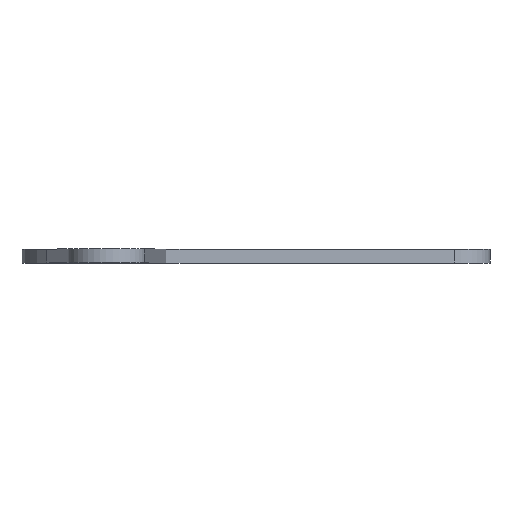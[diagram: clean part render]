
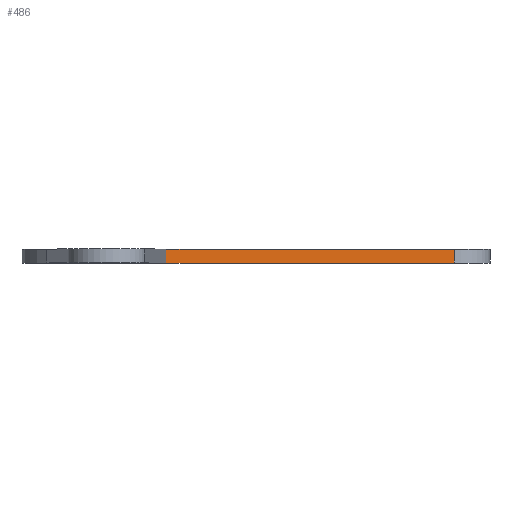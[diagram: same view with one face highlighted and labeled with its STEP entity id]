
A CAD part, top view. The second image highlights one B-rep face of the part: STEP entity #486.
In plain terms, the highlighted planar face has unit normal (0.074, 0, 0.997).
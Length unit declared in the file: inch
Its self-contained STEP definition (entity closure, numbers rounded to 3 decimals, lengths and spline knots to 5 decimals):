
#81 = LINE ( 'NONE', #1616, #811 ) ;
#211 = CARTESIAN_POINT ( 'NONE',  ( 0.38891, 0.09, 0.38891 ) ) ;
#243 = AXIS2_PLACEMENT_3D ( 'NONE', #1523, #894, #1566 ) ;
#380 = DIRECTION ( 'NONE',  ( 0.997, 0., -0.074 ) ) ;
#437 = VERTEX_POINT ( 'NONE', #1122 ) ;
#464 = EDGE_LOOP ( 'NONE', ( #1584, #1406, #780, #647 ) ) ;
#486 = ADVANCED_FACE ( 'NONE', ( #1061 ), #878, .F. ) ;
#576 = VECTOR ( 'NONE', #1608, 39.37008 ) ;
#609 = VERTEX_POINT ( 'NONE', #1163 ) ;
#647 = ORIENTED_EDGE ( 'NONE', *, *, #929, .T. ) ;
#683 = VECTOR ( 'NONE', #1586, 39.37008 ) ;
#700 = VERTEX_POINT ( 'NONE', #1075 ) ;
#780 = ORIENTED_EDGE ( 'NONE', *, *, #1073, .F. ) ;
#811 = VECTOR ( 'NONE', #1059, 39.37008 ) ;
#878 = PLANE ( 'NONE',  #243 ) ;
#894 = DIRECTION ( 'NONE',  ( -0.074, 0., -0.997 ) ) ;
#914 = VECTOR ( 'NONE', #380, 39.37008 ) ;
#929 = EDGE_CURVE ( 'NONE', #609, #1150, #81, .T. ) ;
#1024 = EDGE_CURVE ( 'NONE', #1150, #437, #1099, .T. ) ;
#1057 = EDGE_CURVE ( 'NONE', #700, #437, #1642, .T. ) ;
#1059 = DIRECTION ( 'NONE',  ( 0., -1., 0. ) ) ;
#1061 = FACE_OUTER_BOUND ( 'NONE', #464, .T. ) ;
#1071 = CARTESIAN_POINT ( 'NONE',  ( 0.38891, 0., 0.38891 ) ) ;
#1073 = EDGE_CURVE ( 'NONE', #609, #700, #1256, .T. ) ;
#1075 = CARTESIAN_POINT ( 'NONE',  ( 2.26852, 0.09, 0.24931 ) ) ;
#1099 = LINE ( 'NONE', #1733, #683 ) ;
#1122 = CARTESIAN_POINT ( 'NONE',  ( 2.26852, 0., 0.24931 ) ) ;
#1150 = VERTEX_POINT ( 'NONE', #1071 ) ;
#1163 = CARTESIAN_POINT ( 'NONE',  ( 0.38891, 0.09, 0.38891 ) ) ;
#1256 = LINE ( 'NONE', #211, #914 ) ;
#1406 = ORIENTED_EDGE ( 'NONE', *, *, #1057, .F. ) ;
#1523 = CARTESIAN_POINT ( 'NONE',  ( 0.38891, 0.09, 0.38891 ) ) ;
#1566 = DIRECTION ( 'NONE',  ( -0.997, 0., 0.074 ) ) ;
#1584 = ORIENTED_EDGE ( 'NONE', *, *, #1024, .T. ) ;
#1586 = DIRECTION ( 'NONE',  ( 0.997, 0., -0.074 ) ) ;
#1595 = CARTESIAN_POINT ( 'NONE',  ( 2.26852, 0.09, 0.24931 ) ) ;
#1608 = DIRECTION ( 'NONE',  ( 0., -1., 0. ) ) ;
#1616 = CARTESIAN_POINT ( 'NONE',  ( 0.38891, 0.09, 0.38891 ) ) ;
#1642 = LINE ( 'NONE', #1595, #576 ) ;
#1733 = CARTESIAN_POINT ( 'NONE',  ( 0.38891, 0., 0.38891 ) ) ;
